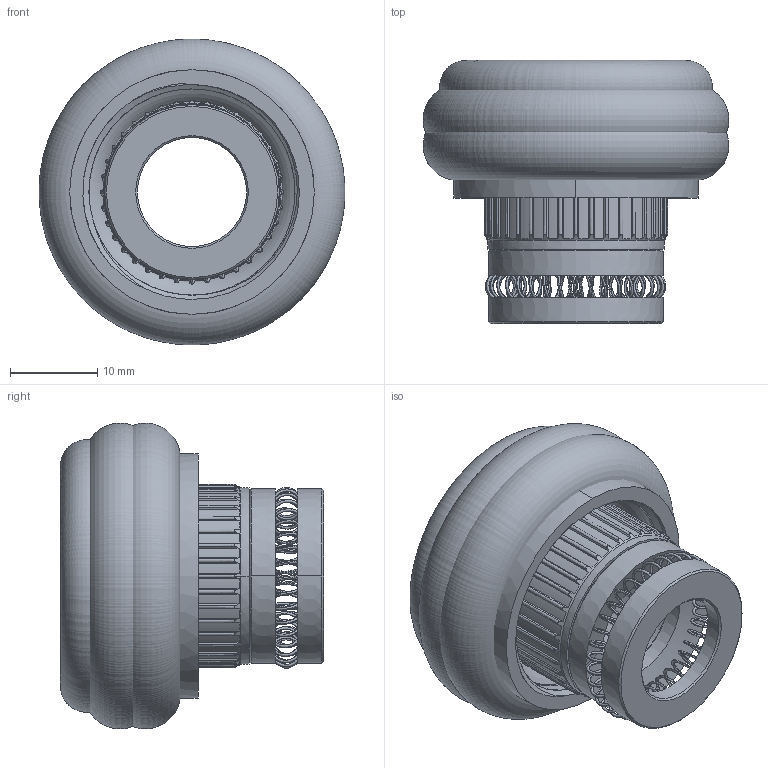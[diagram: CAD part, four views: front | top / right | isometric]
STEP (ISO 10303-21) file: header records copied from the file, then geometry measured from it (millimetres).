
FILE_DESCRIPTION((''),'2;1');
FILE_NAME('WNAMC-M25_2','2017-03-08T',('wl.kang'),(''),'PRO/ENGINEER BY PARAMETRIC TECHNOLOGY CORPORATION, 2012480','PRO/ENGINEER BY PARAMETRIC TECHNOLOGY CORPORATION, 2012480','');
FILE_SCHEMA(('AUTOMOTIVE_DESIGN { 1 0 10303 214 1 1 1 1 }'));
Products named in the file (1): WNAMC-M25_2
Bounding box: 35.02 x 30.11 x 35.02 mm (x, y, z)
Surface area: 40909.3 mm2 (no closed solid volume)
Topology: 0 solids, 0 shells, 274 faces, 2228 edges, 2206 vertices
Faces by surface type: bspline 252, torus 22
Entity records: 60280 total; most frequent: CARTESIAN_POINT 43688, DEFINITIONAL_REPRESENTATION 2184, PCURVE 2184, COMPOSITE_CURVE_SEGMENT 2184, DIRECTION 1974, TRIMMED_CURVE 1656, B_SPLINE_CURVE_WITH_KNOTS 1620, VECTOR 1382
